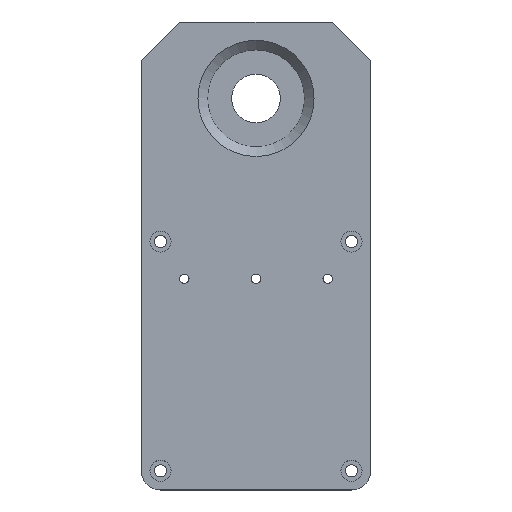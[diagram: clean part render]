
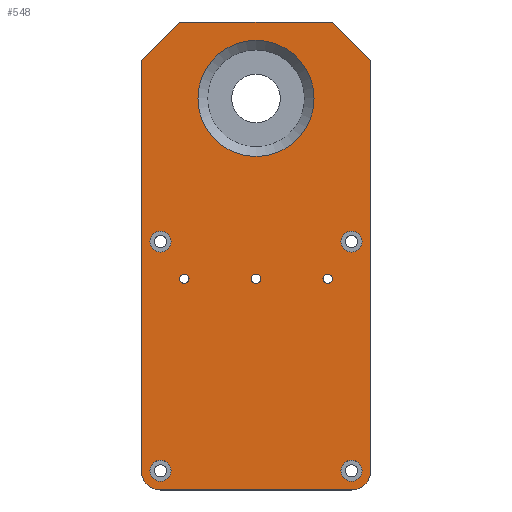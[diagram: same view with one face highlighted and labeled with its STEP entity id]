
A CAD part, top view. The second image highlights one B-rep face of the part: STEP entity #548.
In plain terms, the highlighted planar face has unit normal (0, 0, 1).
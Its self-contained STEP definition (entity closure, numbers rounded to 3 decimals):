
#16=FACE_BOUND('',#82,.T.);
#17=FACE_BOUND('',#83,.T.);
#18=FACE_BOUND('',#84,.T.);
#19=FACE_BOUND('',#85,.T.);
#20=FACE_BOUND('',#86,.T.);
#21=FACE_BOUND('',#87,.T.);
#22=FACE_BOUND('',#88,.T.);
#23=FACE_BOUND('',#89,.T.);
#38=PLANE('',#599);
#52=FACE_OUTER_BOUND('',#81,.T.);
#81=EDGE_LOOP('',(#383,#384,#385,#386,#387,#388,#389,#390));
#82=EDGE_LOOP('',(#391,#392));
#83=EDGE_LOOP('',(#393,#394));
#84=EDGE_LOOP('',(#395,#396));
#85=EDGE_LOOP('',(#397,#398));
#86=EDGE_LOOP('',(#399,#400));
#87=EDGE_LOOP('',(#401,#402));
#88=EDGE_LOOP('',(#403,#404));
#89=EDGE_LOOP('',(#405));
#131=LINE('',#862,#165);
#134=LINE('',#868,#168);
#135=LINE('',#870,#169);
#136=LINE('',#872,#170);
#137=LINE('',#874,#171);
#138=LINE('',#876,#172);
#165=VECTOR('',#680,10.);
#168=VECTOR('',#685,10.);
#169=VECTOR('',#686,10.);
#170=VECTOR('',#687,10.);
#171=VECTOR('',#688,10.);
#172=VECTOR('',#689,10.);
#198=CIRCLE('',#597,10.);
#199=CIRCLE('',#600,10.);
#200=CIRCLE('',#601,2.459);
#201=CIRCLE('',#602,2.459);
#202=CIRCLE('',#603,2.459);
#203=CIRCLE('',#604,2.459);
#204=CIRCLE('',#605,2.459);
#205=CIRCLE('',#606,2.459);
#206=CIRCLE('',#607,5.5);
#207=CIRCLE('',#608,5.5);
#208=CIRCLE('',#609,5.5);
#209=CIRCLE('',#610,5.5);
#210=CIRCLE('',#611,5.5);
#211=CIRCLE('',#612,5.5);
#212=CIRCLE('',#613,5.5);
#213=CIRCLE('',#614,5.5);
#214=CIRCLE('',#615,30.4);
#243=VERTEX_POINT('',#855);
#244=VERTEX_POINT('',#857);
#245=VERTEX_POINT('',#861);
#247=VERTEX_POINT('',#867);
#248=VERTEX_POINT('',#869);
#249=VERTEX_POINT('',#871);
#250=VERTEX_POINT('',#873);
#251=VERTEX_POINT('',#875);
#252=VERTEX_POINT('',#878);
#253=VERTEX_POINT('',#879);
#254=VERTEX_POINT('',#882);
#255=VERTEX_POINT('',#883);
#256=VERTEX_POINT('',#886);
#257=VERTEX_POINT('',#887);
#258=VERTEX_POINT('',#890);
#259=VERTEX_POINT('',#891);
#260=VERTEX_POINT('',#894);
#261=VERTEX_POINT('',#895);
#262=VERTEX_POINT('',#898);
#263=VERTEX_POINT('',#899);
#264=VERTEX_POINT('',#902);
#265=VERTEX_POINT('',#903);
#266=VERTEX_POINT('',#906);
#299=EDGE_CURVE('',#243,#244,#198,.T.);
#301=EDGE_CURVE('',#245,#244,#131,.T.);
#304=EDGE_CURVE('',#247,#243,#134,.T.);
#305=EDGE_CURVE('',#248,#247,#135,.T.);
#306=EDGE_CURVE('',#248,#249,#136,.T.);
#307=EDGE_CURVE('',#250,#249,#137,.T.);
#308=EDGE_CURVE('',#251,#250,#138,.T.);
#309=EDGE_CURVE('',#245,#251,#199,.T.);
#310=EDGE_CURVE('',#252,#253,#200,.T.);
#311=EDGE_CURVE('',#253,#252,#201,.T.);
#312=EDGE_CURVE('',#254,#255,#202,.T.);
#313=EDGE_CURVE('',#255,#254,#203,.T.);
#314=EDGE_CURVE('',#256,#257,#204,.T.);
#315=EDGE_CURVE('',#257,#256,#205,.T.);
#316=EDGE_CURVE('',#258,#259,#206,.T.);
#317=EDGE_CURVE('',#259,#258,#207,.T.);
#318=EDGE_CURVE('',#260,#261,#208,.T.);
#319=EDGE_CURVE('',#261,#260,#209,.T.);
#320=EDGE_CURVE('',#262,#263,#210,.T.);
#321=EDGE_CURVE('',#263,#262,#211,.T.);
#322=EDGE_CURVE('',#264,#265,#212,.T.);
#323=EDGE_CURVE('',#265,#264,#213,.T.);
#324=EDGE_CURVE('',#266,#266,#214,.T.);
#383=ORIENTED_EDGE('',*,*,#299,.F.);
#384=ORIENTED_EDGE('',*,*,#304,.F.);
#385=ORIENTED_EDGE('',*,*,#305,.F.);
#386=ORIENTED_EDGE('',*,*,#306,.T.);
#387=ORIENTED_EDGE('',*,*,#307,.F.);
#388=ORIENTED_EDGE('',*,*,#308,.F.);
#389=ORIENTED_EDGE('',*,*,#309,.F.);
#390=ORIENTED_EDGE('',*,*,#301,.T.);
#391=ORIENTED_EDGE('',*,*,#310,.T.);
#392=ORIENTED_EDGE('',*,*,#311,.T.);
#393=ORIENTED_EDGE('',*,*,#312,.T.);
#394=ORIENTED_EDGE('',*,*,#313,.T.);
#395=ORIENTED_EDGE('',*,*,#314,.T.);
#396=ORIENTED_EDGE('',*,*,#315,.T.);
#397=ORIENTED_EDGE('',*,*,#316,.T.);
#398=ORIENTED_EDGE('',*,*,#317,.T.);
#399=ORIENTED_EDGE('',*,*,#318,.T.);
#400=ORIENTED_EDGE('',*,*,#319,.T.);
#401=ORIENTED_EDGE('',*,*,#320,.T.);
#402=ORIENTED_EDGE('',*,*,#321,.T.);
#403=ORIENTED_EDGE('',*,*,#322,.T.);
#404=ORIENTED_EDGE('',*,*,#323,.T.);
#405=ORIENTED_EDGE('',*,*,#324,.F.);
#548=ADVANCED_FACE('',(#52,#16,#17,#18,#19,#20,#21,#22,#23),#38,.T.);
#597=AXIS2_PLACEMENT_3D('',#858,#675,#676);
#599=AXIS2_PLACEMENT_3D('',#866,#683,#684);
#600=AXIS2_PLACEMENT_3D('',#877,#690,#691);
#601=AXIS2_PLACEMENT_3D('',#880,#692,#693);
#602=AXIS2_PLACEMENT_3D('',#881,#694,#695);
#603=AXIS2_PLACEMENT_3D('',#884,#696,#697);
#604=AXIS2_PLACEMENT_3D('',#885,#698,#699);
#605=AXIS2_PLACEMENT_3D('',#888,#700,#701);
#606=AXIS2_PLACEMENT_3D('',#889,#702,#703);
#607=AXIS2_PLACEMENT_3D('',#892,#704,#705);
#608=AXIS2_PLACEMENT_3D('',#893,#706,#707);
#609=AXIS2_PLACEMENT_3D('',#896,#708,#709);
#610=AXIS2_PLACEMENT_3D('',#897,#710,#711);
#611=AXIS2_PLACEMENT_3D('',#900,#712,#713);
#612=AXIS2_PLACEMENT_3D('',#901,#714,#715);
#613=AXIS2_PLACEMENT_3D('',#904,#716,#717);
#614=AXIS2_PLACEMENT_3D('',#905,#718,#719);
#615=AXIS2_PLACEMENT_3D('',#907,#720,#721);
#675=DIRECTION('center_axis',(0.,0.,-1.));
#676=DIRECTION('ref_axis',(0.707,-0.707,0.));
#680=DIRECTION('',(1.,0.,0.));
#683=DIRECTION('center_axis',(0.,0.,1.));
#684=DIRECTION('ref_axis',(0.,-1.,0.));
#685=DIRECTION('',(0.,-1.,0.));
#686=DIRECTION('',(0.707,-0.707,0.));
#687=DIRECTION('',(-1.,0.,0.));
#688=DIRECTION('',(0.707,0.707,0.));
#689=DIRECTION('',(0.,1.,0.));
#690=DIRECTION('center_axis',(0.,0.,-1.));
#691=DIRECTION('ref_axis',(-0.707,-0.707,0.));
#692=DIRECTION('center_axis',(0.,0.,-1.));
#693=DIRECTION('ref_axis',(1.,0.,0.));
#694=DIRECTION('center_axis',(0.,0.,-1.));
#695=DIRECTION('ref_axis',(1.,0.,0.));
#696=DIRECTION('center_axis',(0.,0.,-1.));
#697=DIRECTION('ref_axis',(1.,0.,0.));
#698=DIRECTION('center_axis',(0.,0.,-1.));
#699=DIRECTION('ref_axis',(1.,0.,0.));
#700=DIRECTION('center_axis',(0.,0.,-1.));
#701=DIRECTION('ref_axis',(1.,0.,0.));
#702=DIRECTION('center_axis',(0.,0.,-1.));
#703=DIRECTION('ref_axis',(1.,0.,0.));
#704=DIRECTION('center_axis',(0.,0.,-1.));
#705=DIRECTION('ref_axis',(1.,0.,0.));
#706=DIRECTION('center_axis',(0.,0.,-1.));
#707=DIRECTION('ref_axis',(1.,0.,0.));
#708=DIRECTION('center_axis',(0.,0.,-1.));
#709=DIRECTION('ref_axis',(1.,0.,0.));
#710=DIRECTION('center_axis',(0.,0.,-1.));
#711=DIRECTION('ref_axis',(1.,0.,0.));
#712=DIRECTION('center_axis',(0.,0.,-1.));
#713=DIRECTION('ref_axis',(1.,0.,0.));
#714=DIRECTION('center_axis',(0.,0.,-1.));
#715=DIRECTION('ref_axis',(1.,0.,0.));
#716=DIRECTION('center_axis',(0.,0.,-1.));
#717=DIRECTION('ref_axis',(1.,0.,0.));
#718=DIRECTION('center_axis',(0.,0.,-1.));
#719=DIRECTION('ref_axis',(1.,0.,0.));
#720=DIRECTION('center_axis',(0.,0.,1.));
#721=DIRECTION('ref_axis',(-1.,0.,0.));
#855=CARTESIAN_POINT('',(60.,-195.,0.));
#857=CARTESIAN_POINT('',(50.,-205.,0.));
#858=CARTESIAN_POINT('Origin',(50.,-195.,0.));
#861=CARTESIAN_POINT('',(-50.,-205.,0.));
#862=CARTESIAN_POINT('',(0.,-205.,0.));
#866=CARTESIAN_POINT('Origin',(0.,40.,0.));
#867=CARTESIAN_POINT('',(60.,20.,0.));
#868=CARTESIAN_POINT('',(60.,40.,0.));
#869=CARTESIAN_POINT('',(40.,40.,0.));
#870=CARTESIAN_POINT('',(35.,45.,0.));
#871=CARTESIAN_POINT('',(-40.,40.,0.));
#872=CARTESIAN_POINT('',(0.,40.,0.));
#873=CARTESIAN_POINT('',(-60.,20.,0.));
#874=CARTESIAN_POINT('',(-35.,45.,0.));
#875=CARTESIAN_POINT('',(-60.,-195.,0.));
#876=CARTESIAN_POINT('',(-60.,40.,0.));
#877=CARTESIAN_POINT('Origin',(-50.,-195.,0.));
#878=CARTESIAN_POINT('',(2.459,-94.5,0.));
#879=CARTESIAN_POINT('',(-2.459,-94.5,0.));
#880=CARTESIAN_POINT('Origin',(0.,-94.5,0.));
#881=CARTESIAN_POINT('Origin',(0.,-94.5,0.));
#882=CARTESIAN_POINT('',(39.959,-94.5,0.));
#883=CARTESIAN_POINT('',(35.042,-94.5,0.));
#884=CARTESIAN_POINT('Origin',(37.5,-94.5,0.));
#885=CARTESIAN_POINT('Origin',(37.5,-94.5,0.));
#886=CARTESIAN_POINT('',(-35.042,-94.5,0.));
#887=CARTESIAN_POINT('',(-39.959,-94.5,0.));
#888=CARTESIAN_POINT('Origin',(-37.5,-94.5,0.));
#889=CARTESIAN_POINT('Origin',(-37.5,-94.5,0.));
#890=CARTESIAN_POINT('',(-44.5,-195.,0.));
#891=CARTESIAN_POINT('',(-55.5,-195.,0.));
#892=CARTESIAN_POINT('Origin',(-50.,-195.,0.));
#893=CARTESIAN_POINT('Origin',(-50.,-195.,0.));
#894=CARTESIAN_POINT('',(-44.5,-75.,0.));
#895=CARTESIAN_POINT('',(-55.5,-75.,0.));
#896=CARTESIAN_POINT('Origin',(-50.,-75.,0.));
#897=CARTESIAN_POINT('Origin',(-50.,-75.,0.));
#898=CARTESIAN_POINT('',(55.5,-195.,0.));
#899=CARTESIAN_POINT('',(44.5,-195.,0.));
#900=CARTESIAN_POINT('Origin',(50.,-195.,0.));
#901=CARTESIAN_POINT('Origin',(50.,-195.,0.));
#902=CARTESIAN_POINT('',(55.5,-75.,0.));
#903=CARTESIAN_POINT('',(44.5,-75.,0.));
#904=CARTESIAN_POINT('Origin',(50.,-75.,0.));
#905=CARTESIAN_POINT('Origin',(50.,-75.,0.));
#906=CARTESIAN_POINT('',(30.4,0.,0.));
#907=CARTESIAN_POINT('Origin',(0.,0.,0.));
